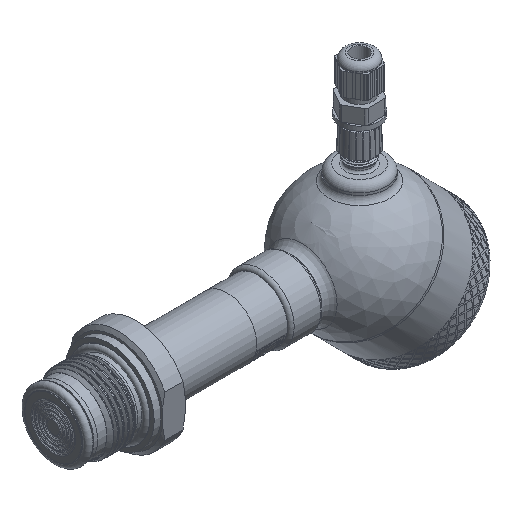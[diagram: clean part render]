
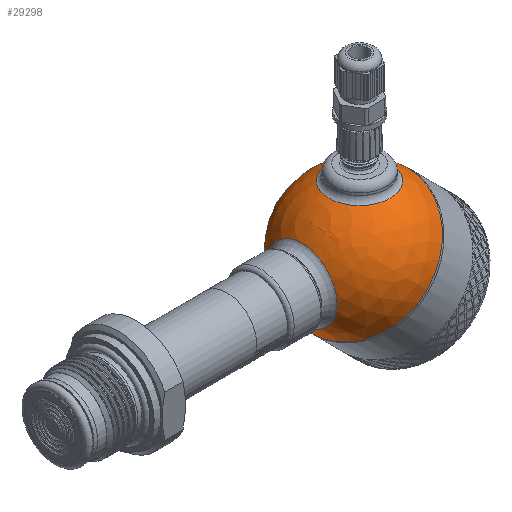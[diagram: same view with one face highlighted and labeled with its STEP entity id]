
A CAD part, isometric view. The second image highlights one B-rep face of the part: STEP entity #29298.
In plain terms, the highlighted spherical face has radius 30 mm.
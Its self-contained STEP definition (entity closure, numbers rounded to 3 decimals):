
#43=SPHERICAL_SURFACE('',#30612,30.);
#4432=FACE_BOUND('',#10222,.T.);
#4433=FACE_BOUND('',#10223,.T.);
#8209=FACE_OUTER_BOUND('',#10221,.T.);
#10221=EDGE_LOOP('',(#26023,#26024,#26025,#26026));
#10222=EDGE_LOOP('',(#26027));
#10223=EDGE_LOOP('',(#26028));
#10894=CIRCLE('',#30609,15.643);
#10897=CIRCLE('',#30613,30.);
#10898=CIRCLE('',#30614,30.);
#10899=CIRCLE('',#30615,30.);
#10900=CIRCLE('',#30616,13.5);
#13598=VERTEX_POINT('',#68611);
#13600=VERTEX_POINT('',#68617);
#13601=VERTEX_POINT('',#68618);
#13602=VERTEX_POINT('',#68620);
#13603=VERTEX_POINT('',#68623);
#17813=EDGE_CURVE('',#13598,#13598,#10894,.T.);
#17816=EDGE_CURVE('',#13600,#13601,#10897,.T.);
#17817=EDGE_CURVE('',#13600,#13602,#10898,.T.);
#17818=EDGE_CURVE('',#13601,#13600,#10899,.T.);
#17819=EDGE_CURVE('',#13603,#13603,#10900,.T.);
#26023=ORIENTED_EDGE('',*,*,#17816,.F.);
#26024=ORIENTED_EDGE('',*,*,#17817,.T.);
#26025=ORIENTED_EDGE('',*,*,#17817,.F.);
#26026=ORIENTED_EDGE('',*,*,#17818,.F.);
#26027=ORIENTED_EDGE('',*,*,#17813,.F.);
#26028=ORIENTED_EDGE('',*,*,#17819,.F.);
#29298=ADVANCED_FACE('',(#8209,#4432,#4433),#43,.T.);
#30609=AXIS2_PLACEMENT_3D('',#68612,#33737,#33738);
#30612=AXIS2_PLACEMENT_3D('',#68616,#33743,#33744);
#30613=AXIS2_PLACEMENT_3D('',#68619,#33745,#33746);
#30614=AXIS2_PLACEMENT_3D('',#68621,#33747,#33748);
#30615=AXIS2_PLACEMENT_3D('',#68622,#33749,#33750);
#30616=AXIS2_PLACEMENT_3D('',#68624,#33751,#33752);
#33737=DIRECTION('center_axis',(-0.707,0.,0.707));
#33738=DIRECTION('ref_axis',(0.707,0.,0.707));
#33743=DIRECTION('center_axis',(1.,0.,0.));
#33744=DIRECTION('ref_axis',(0.,-1.,0.));
#33745=DIRECTION('center_axis',(1.,0.,0.));
#33746=DIRECTION('ref_axis',(0.,1.,0.));
#33747=DIRECTION('center_axis',(0.,0.,1.));
#33748=DIRECTION('ref_axis',(0.,1.,0.));
#33749=DIRECTION('center_axis',(1.,0.,0.));
#33750=DIRECTION('ref_axis',(0.,1.,0.));
#33751=DIRECTION('center_axis',(-0.707,0.,-0.707));
#33752=DIRECTION('ref_axis',(-0.707,0.,0.707));
#68611=CARTESIAN_POINT('',(-29.162,0.,7.04));
#68612=CARTESIAN_POINT('Origin',(-18.101,0.,18.101));
#68616=CARTESIAN_POINT('Origin',(0.,0.,0.));
#68617=CARTESIAN_POINT('',(0.,30.,0.));
#68618=CARTESIAN_POINT('',(0.,-30.,0.));
#68619=CARTESIAN_POINT('Origin',(0.,0.,0.));
#68620=CARTESIAN_POINT('',(-30.,0.,0.));
#68621=CARTESIAN_POINT('Origin',(0.,0.,0.));
#68622=CARTESIAN_POINT('Origin',(0.,0.,0.));
#68623=CARTESIAN_POINT('',(-9.398,0.,-28.49));
#68624=CARTESIAN_POINT('Origin',(-18.944,0.,-18.944));
